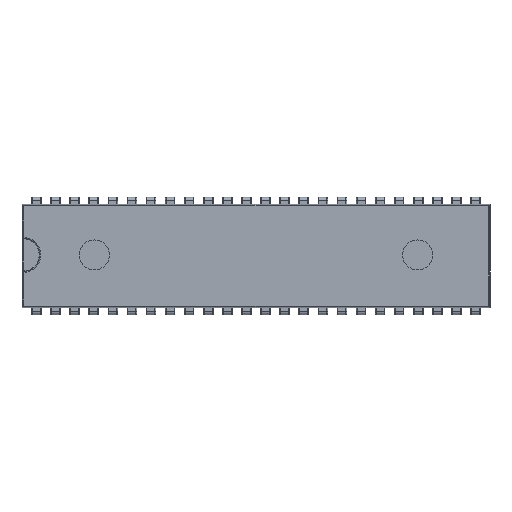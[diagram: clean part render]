
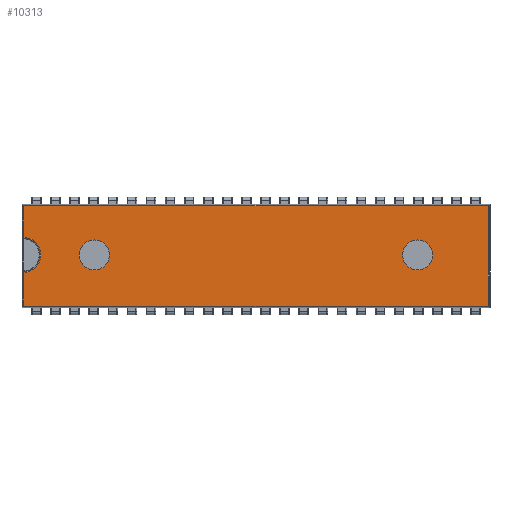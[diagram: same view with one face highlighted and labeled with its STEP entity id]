
A CAD part, top view. The second image highlights one B-rep face of the part: STEP entity #10313.
In plain terms, the highlighted planar face has unit normal (0, 0, 1).
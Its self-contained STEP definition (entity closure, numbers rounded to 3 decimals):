
#215=FACE_BOUND('',#1467,.T.);
#216=FACE_BOUND('',#1468,.T.);
#452=PLANE('',#11311);
#924=FACE_OUTER_BOUND('',#1466,.T.);
#1466=EDGE_LOOP('',(#8382,#8383,#8384,#8385,#8386,#8387));
#1467=EDGE_LOOP('',(#8388));
#1468=EDGE_LOOP('',(#8389));
#2669=LINE('',#17804,#3681);
#2670=LINE('',#17808,#3682);
#2671=LINE('',#17810,#3683);
#2672=LINE('',#17812,#3684);
#2673=LINE('',#17813,#3685);
#3681=VECTOR('',#14043,10.);
#3682=VECTOR('',#14048,10.);
#3683=VECTOR('',#14049,10.);
#3684=VECTOR('',#14050,10.);
#3685=VECTOR('',#14051,10.);
#4042=CIRCLE('',#11301,2.35);
#4047=CIRCLE('',#11312,2.);
#4048=CIRCLE('',#11313,2.);
#5015=VERTEX_POINT('',#17760);
#5016=VERTEX_POINT('',#17762);
#5022=VERTEX_POINT('',#17803);
#5023=VERTEX_POINT('',#17807);
#5024=VERTEX_POINT('',#17809);
#5025=VERTEX_POINT('',#17811);
#5026=VERTEX_POINT('',#17814);
#5027=VERTEX_POINT('',#17816);
#6375=EDGE_CURVE('',#5016,#5015,#4042,.T.);
#6385=EDGE_CURVE('',#5015,#5022,#2669,.T.);
#6387=EDGE_CURVE('',#5023,#5016,#2670,.T.);
#6388=EDGE_CURVE('',#5024,#5023,#2671,.T.);
#6389=EDGE_CURVE('',#5025,#5024,#2672,.T.);
#6390=EDGE_CURVE('',#5022,#5025,#2673,.T.);
#6391=EDGE_CURVE('',#5026,#5026,#4047,.T.);
#6392=EDGE_CURVE('',#5027,#5027,#4048,.T.);
#8382=ORIENTED_EDGE('',*,*,#6375,.F.);
#8383=ORIENTED_EDGE('',*,*,#6387,.F.);
#8384=ORIENTED_EDGE('',*,*,#6388,.F.);
#8385=ORIENTED_EDGE('',*,*,#6389,.F.);
#8386=ORIENTED_EDGE('',*,*,#6390,.F.);
#8387=ORIENTED_EDGE('',*,*,#6385,.F.);
#8388=ORIENTED_EDGE('',*,*,#6391,.T.);
#8389=ORIENTED_EDGE('',*,*,#6392,.T.);
#10313=ADVANCED_FACE('',(#924,#215,#216),#452,.T.);
#11301=AXIS2_PLACEMENT_3D('',#17764,#14020,#14021);
#11311=AXIS2_PLACEMENT_3D('',#17806,#14046,#14047);
#11312=AXIS2_PLACEMENT_3D('',#17815,#14052,#14053);
#11313=AXIS2_PLACEMENT_3D('',#17817,#14054,#14055);
#14020=DIRECTION('center_axis',(0.,0.,1.));
#14021=DIRECTION('ref_axis',(1.,0.,0.));
#14043=DIRECTION('',(0.,1.,0.));
#14046=DIRECTION('center_axis',(0.,0.,1.));
#14047=DIRECTION('ref_axis',(1.,0.,0.));
#14048=DIRECTION('',(0.,1.,0.));
#14049=DIRECTION('',(-1.,0.,0.));
#14050=DIRECTION('',(0.,-1.,0.));
#14051=DIRECTION('',(1.,0.,0.));
#14052=DIRECTION('center_axis',(0.,0.,-1.));
#14053=DIRECTION('ref_axis',(-1.,0.,0.));
#14054=DIRECTION('center_axis',(0.,0.,-1.));
#14055=DIRECTION('ref_axis',(-1.,0.,0.));
#17760=CARTESIAN_POINT('',(-0.772,10.383,3.85));
#17762=CARTESIAN_POINT('',(-0.772,5.686,3.85));
#17764=CARTESIAN_POINT('Origin',(-0.865,8.035,3.85));
#17803=CARTESIAN_POINT('',(-0.772,14.572,3.85));
#17804=CARTESIAN_POINT('',(-0.772,9.625,3.85));
#17806=CARTESIAN_POINT('Origin',(30.125,7.9,3.85));
#17807=CARTESIAN_POINT('',(-0.772,1.228,3.85));
#17808=CARTESIAN_POINT('',(-0.772,9.625,3.85));
#17809=CARTESIAN_POINT('',(61.022,1.228,3.85));
#17810=CARTESIAN_POINT('',(22.344,1.228,3.85));
#17811=CARTESIAN_POINT('',(61.022,14.572,3.85));
#17812=CARTESIAN_POINT('',(61.022,6.175,3.85));
#17813=CARTESIAN_POINT('',(37.906,14.572,3.85));
#17814=CARTESIAN_POINT('',(53.615,8.035,3.85));
#17815=CARTESIAN_POINT('Origin',(51.615,8.035,3.85));
#17816=CARTESIAN_POINT('',(10.635,8.035,3.85));
#17817=CARTESIAN_POINT('Origin',(8.635,8.035,3.85));
